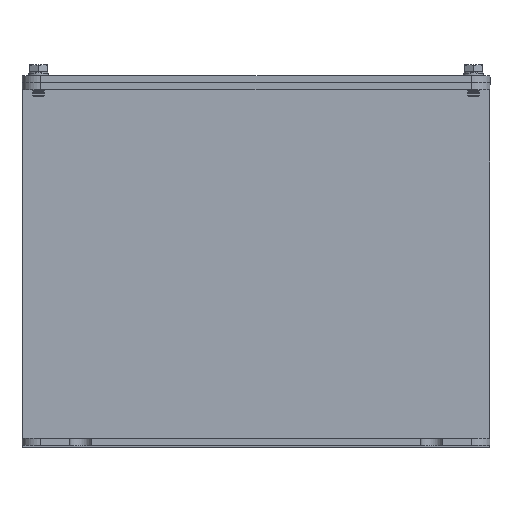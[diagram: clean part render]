
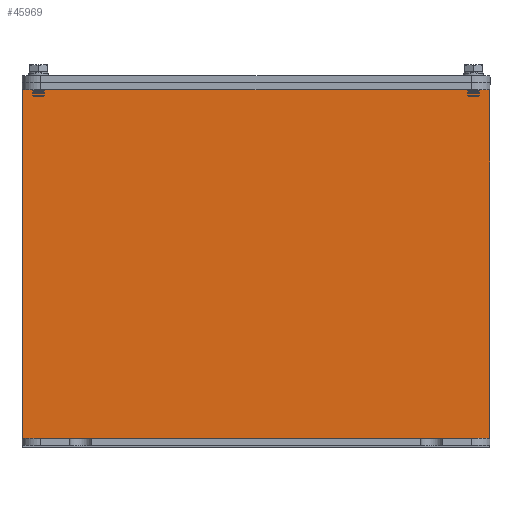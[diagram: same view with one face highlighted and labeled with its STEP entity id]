
A CAD part, top view. The second image highlights one B-rep face of the part: STEP entity #45969.
In plain terms, the highlighted planar face has unit normal (0, 0, 1).
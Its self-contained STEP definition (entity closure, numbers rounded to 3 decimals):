
#5624 = DIRECTION ( 'NONE',  ( -1., 0., 0. ) ) ;
#10337 = EDGE_LOOP ( 'NONE', ( #47154, #15534, #56981, #93315 ) ) ;
#13648 = EDGE_CURVE ( 'NONE', #122267, #89519, #79553, .T. ) ;
#15534 = ORIENTED_EDGE ( 'NONE', *, *, #13648, .F. ) ;
#16077 = CARTESIAN_POINT ( 'NONE',  ( 43.799, -90.733, 193. ) ) ;
#29814 = VECTOR ( 'NONE', #5624, 1000. ) ;
#33769 = DIRECTION ( 'NONE',  ( -1., 0., 0. ) ) ;
#34392 = VECTOR ( 'NONE', #108199, 1000. ) ;
#37326 = EDGE_CURVE ( 'NONE', #89519, #99314, #113753, .T. ) ;
#45448 = EDGE_CURVE ( 'NONE', #93215, #99314, #69348, .T. ) ;
#45969 = ADVANCED_FACE ( 'NONE', ( #80043 ), #119131, .T. ) ;
#47154 = ORIENTED_EDGE ( 'NONE', *, *, #37326, .F. ) ;
#48952 = CARTESIAN_POINT ( 'NONE',  ( -156.201, -90.733, 193. ) ) ;
#52266 = DIRECTION ( 'NONE',  ( 1., 0., 0. ) ) ;
#56981 = ORIENTED_EDGE ( 'NONE', *, *, #147177, .T. ) ;
#60591 = CARTESIAN_POINT ( 'NONE',  ( -156.201, -87.733, 193. ) ) ;
#66124 = CARTESIAN_POINT ( 'NONE',  ( 43.799, -87.733, 193. ) ) ;
#69348 = LINE ( 'NONE', #143058, #29814 ) ;
#72607 = DIRECTION ( 'NONE',  ( 0., 1., 0. ) ) ;
#79553 = LINE ( 'NONE', #102694, #85079 ) ;
#80043 = FACE_OUTER_BOUND ( 'NONE', #10337, .T. ) ;
#81513 = VECTOR ( 'NONE', #72607, 1000. ) ;
#85079 = VECTOR ( 'NONE', #33769, 1000. ) ;
#85963 = CARTESIAN_POINT ( 'NONE',  ( 43.799, -90.733, 193. ) ) ;
#89436 = CARTESIAN_POINT ( 'NONE',  ( 43.799, 61.267, 193. ) ) ;
#89519 = VERTEX_POINT ( 'NONE', #60591 ) ;
#90694 = AXIS2_PLACEMENT_3D ( 'NONE', #85963, #143865, #52266 ) ;
#93215 = VERTEX_POINT ( 'NONE', #89436 ) ;
#93315 = ORIENTED_EDGE ( 'NONE', *, *, #45448, .T. ) ;
#99314 = VERTEX_POINT ( 'NONE', #130000 ) ;
#102694 = CARTESIAN_POINT ( 'NONE',  ( 43.799, -87.733, 193. ) ) ;
#108199 = DIRECTION ( 'NONE',  ( 0., 1., 0. ) ) ;
#113753 = LINE ( 'NONE', #48952, #81513 ) ;
#119131 = PLANE ( 'NONE',  #90694 ) ;
#122267 = VERTEX_POINT ( 'NONE', #66124 ) ;
#129776 = LINE ( 'NONE', #16077, #34392 ) ;
#130000 = CARTESIAN_POINT ( 'NONE',  ( -156.201, 61.267, 193. ) ) ;
#143058 = CARTESIAN_POINT ( 'NONE',  ( 43.799, 61.267, 193. ) ) ;
#143865 = DIRECTION ( 'NONE',  ( 0., 0., 1. ) ) ;
#147177 = EDGE_CURVE ( 'NONE', #122267, #93215, #129776, .T. ) ;
